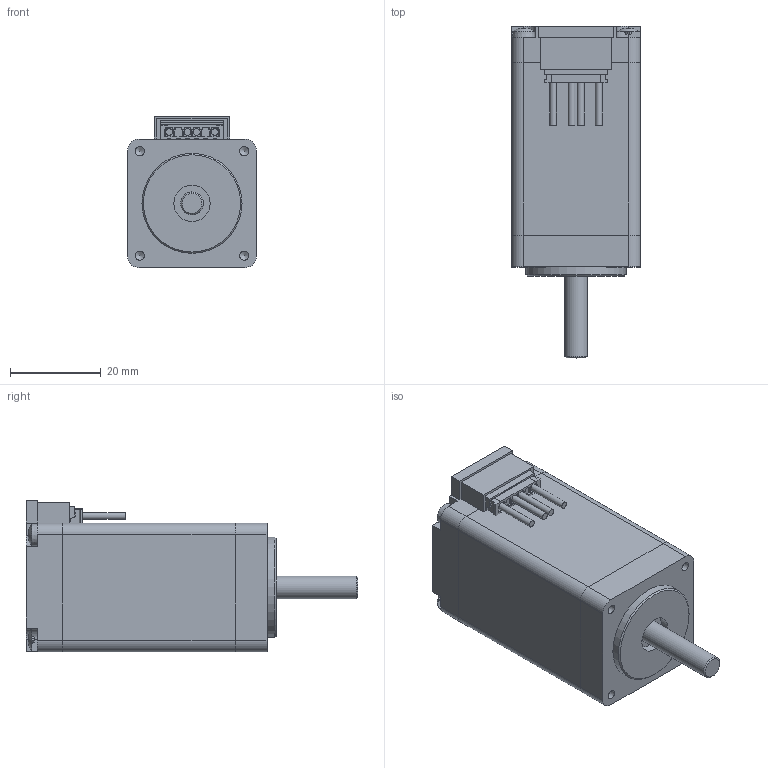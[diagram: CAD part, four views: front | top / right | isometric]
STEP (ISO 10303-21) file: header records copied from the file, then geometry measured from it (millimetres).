
FILE_DESCRIPTION(/* description */ (''),/* implementation_level */ '2;1');
FILE_NAME(/* name */ 'SC2818L0604-A.stp',/* time_stamp */ '2023-03-09T08:36:44+01:00',/* author */ ('angelika.schneid'),/* organization */ (''),/* preprocessor_version */ 'ST-DEVELOPER v18.1',/* originating_system */ 'Autodesk Inventor 2021',/* authorisation */ '');
FILE_SCHEMA (('AUTOMOTIVE_DESIGN { 1 0 10303 214 3 1 1 }'));
Length unit declared in the file: millimetre
Products named in the file (1): SC2818Lxxx4-A
Bounding box: 28.3 x 73 x 33.3 mm (x, y, z)
Volume: 43679.5 mm3; surface area: 15015.7 mm2
Topology: 15 solids, 15 shells, 743 faces, 1917 edges, 1224 vertices
Faces by surface type: plane 599, cone 66, cylinder 56, bspline 14, sphere 4, torus 4
Full cylindrical faces by diameter (mm): 1.5 x4, 2.013 x8, 2.275 x4, 2.5 x4, 5 x4, 8 x2, 22 x1
Entity records: 23277 total; most frequent: CARTESIAN_POINT 4377, ORIENTED_EDGE 3826, DIRECTION 3581, EDGE_CURVE 1913, LINE 1545, VECTOR 1545, VERTEX_POINT 1224, AXIS2_PLACEMENT_3D 1018
